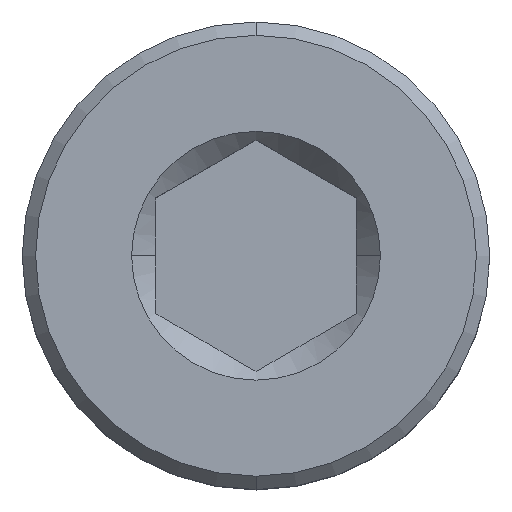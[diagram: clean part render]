
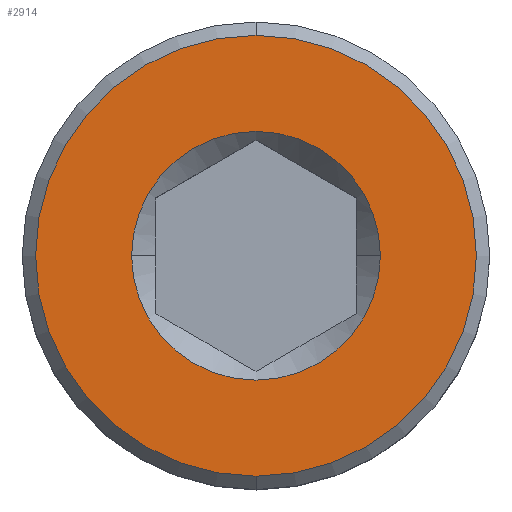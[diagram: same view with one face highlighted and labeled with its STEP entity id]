
A CAD part, top view. The second image highlights one B-rep face of the part: STEP entity #2914.
In plain terms, the highlighted planar face has unit normal (0, 0, 1).
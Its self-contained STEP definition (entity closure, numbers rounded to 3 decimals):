
#11 = FACE_OUTER_BOUND ( 'NONE', #163, .T. ) ;
#31 = AXIS2_PLACEMENT_3D ( 'NONE', #3694, #1177, #3354 ) ;
#43 = CARTESIAN_POINT ( 'NONE',  ( 0., 0., 8. ) ) ;
#109 = DIRECTION ( 'NONE',  ( 1., 0., 0. ) ) ;
#163 = EDGE_LOOP ( 'NONE', ( #1420, #248 ) ) ;
#243 = EDGE_CURVE ( 'NONE', #3730, #2045, #3114, .T. ) ;
#248 = ORIENTED_EDGE ( 'NONE', *, *, #1290, .F. ) ;
#268 = AXIS2_PLACEMENT_3D ( 'NONE', #43, #627, #2813 ) ;
#328 = DIRECTION ( 'NONE',  ( 0., 0., -1. ) ) ;
#343 = AXIS2_PLACEMENT_3D ( 'NONE', #1305, #1040, #3796 ) ;
#627 = DIRECTION ( 'NONE',  ( 0., 0., 1. ) ) ;
#654 = DIRECTION ( 'NONE',  ( 0., 1., 0. ) ) ;
#857 = FACE_BOUND ( 'NONE', #3830, .T. ) ;
#931 = CIRCLE ( 'NONE', #3013, 3.3 ) ;
#1040 = DIRECTION ( 'NONE',  ( 0., 0., -1. ) ) ;
#1177 = DIRECTION ( 'NONE',  ( 0., 0., 1. ) ) ;
#1276 = AXIS2_PLACEMENT_3D ( 'NONE', #2572, #3242, #109 ) ;
#1290 = EDGE_CURVE ( 'NONE', #2045, #3730, #931, .T. ) ;
#1305 = CARTESIAN_POINT ( 'NONE',  ( 0., 0., 8. ) ) ;
#1383 = VERTEX_POINT ( 'NONE', #2939 ) ;
#1420 = ORIENTED_EDGE ( 'NONE', *, *, #243, .F. ) ;
#1896 = CIRCLE ( 'NONE', #1276, 1.862 ) ;
#2045 = VERTEX_POINT ( 'NONE', #3188 ) ;
#2083 = CARTESIAN_POINT ( 'NONE',  ( 0., 3.3, 8. ) ) ;
#2115 = VERTEX_POINT ( 'NONE', #3506 ) ;
#2155 = EDGE_CURVE ( 'NONE', #1383, #2115, #1896, .T. ) ;
#2517 = EDGE_CURVE ( 'NONE', #2115, #1383, #3692, .T. ) ;
#2572 = CARTESIAN_POINT ( 'NONE',  ( 0., 0., 8. ) ) ;
#2813 = DIRECTION ( 'NONE',  ( 0., -1., 0. ) ) ;
#2914 = ADVANCED_FACE ( 'NONE', ( #857, #11 ), #3497, .T. ) ;
#2939 = CARTESIAN_POINT ( 'NONE',  ( 1.862, 0., 8. ) ) ;
#3013 = AXIS2_PLACEMENT_3D ( 'NONE', #3173, #328, #654 ) ;
#3114 = CIRCLE ( 'NONE', #343, 3.3 ) ;
#3173 = CARTESIAN_POINT ( 'NONE',  ( 0., 0., 8. ) ) ;
#3188 = CARTESIAN_POINT ( 'NONE',  ( 0., -3.3, 8. ) ) ;
#3242 = DIRECTION ( 'NONE',  ( 0., 0., 1. ) ) ;
#3354 = DIRECTION ( 'NONE',  ( 1., 0., 0. ) ) ;
#3497 = PLANE ( 'NONE',  #268 ) ;
#3506 = CARTESIAN_POINT ( 'NONE',  ( -1.862, 0., 8. ) ) ;
#3692 = CIRCLE ( 'NONE', #31, 1.862 ) ;
#3694 = CARTESIAN_POINT ( 'NONE',  ( 0., 0., 8. ) ) ;
#3730 = VERTEX_POINT ( 'NONE', #2083 ) ;
#3796 = DIRECTION ( 'NONE',  ( 0., 1., 0. ) ) ;
#3813 = ORIENTED_EDGE ( 'NONE', *, *, #2155, .F. ) ;
#3830 = EDGE_LOOP ( 'NONE', ( #3813, #3860 ) ) ;
#3860 = ORIENTED_EDGE ( 'NONE', *, *, #2517, .F. ) ;
